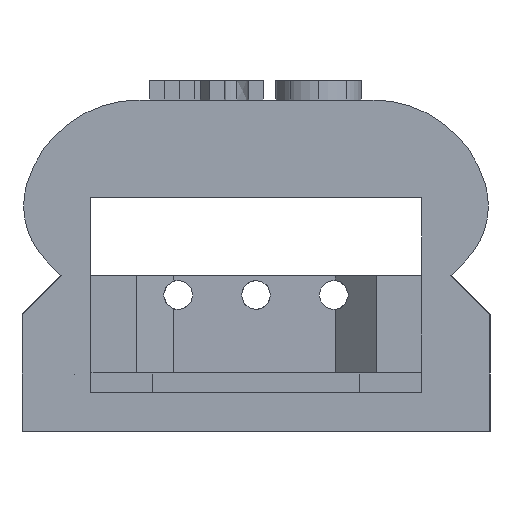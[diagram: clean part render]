
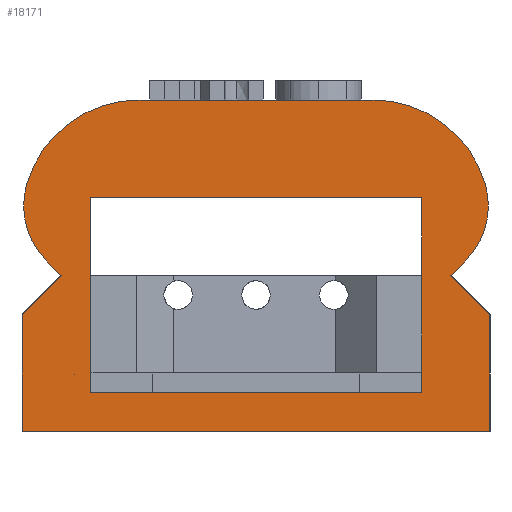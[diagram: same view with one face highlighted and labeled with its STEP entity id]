
A CAD part, left-side view. The second image highlights one B-rep face of the part: STEP entity #18171.
In plain terms, the highlighted planar face has unit normal (-1, 0, 0).
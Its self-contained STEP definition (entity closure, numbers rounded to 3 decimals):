
#282 = CARTESIAN_POINT ( 'NONE',  ( -379.699, -2.986, 4. ) ) ;
#400 = CARTESIAN_POINT ( 'NONE',  ( -379.699, 5.513, 1. ) ) ;
#413 = ORIENTED_EDGE ( 'NONE', *, *, #14417, .T. ) ;
#508 = DIRECTION ( 'NONE',  ( 0., -1., 0. ) ) ;
#589 = DIRECTION ( 'NONE',  ( -1., 0., 0. ) ) ;
#863 = DIRECTION ( 'NONE',  ( 0., 0., -1. ) ) ;
#930 = VECTOR ( 'NONE', #9827, 1000. ) ;
#1221 = LINE ( 'NONE', #20333, #4778 ) ;
#1519 = EDGE_CURVE ( 'NONE', #15308, #1605, #13805, .T. ) ;
#1605 = VERTEX_POINT ( 'NONE', #10274 ) ;
#1691 = LINE ( 'NONE', #15448, #13240 ) ;
#1741 = PLANE ( 'NONE',  #15772 ) ;
#1850 = DIRECTION ( 'NONE',  ( 0., 0., -1. ) ) ;
#2090 = ORIENTED_EDGE ( 'NONE', *, *, #3452, .F. ) ;
#2244 = CARTESIAN_POINT ( 'NONE',  ( -379.699, 6.263, 4. ) ) ;
#2481 = VERTEX_POINT ( 'NONE', #282 ) ;
#2595 = EDGE_CURVE ( 'NONE', #6246, #14994, #9493, .T. ) ;
#2962 = CARTESIAN_POINT ( 'NONE',  ( -379.699, 7.263, 0. ) ) ;
#3097 = FACE_BOUND ( 'NONE', #7369, .T. ) ;
#3409 = LINE ( 'NONE', #15469, #12016 ) ;
#3452 = EDGE_CURVE ( 'NONE', #15308, #6198, #17980, .T. ) ;
#3657 = ORIENTED_EDGE ( 'NONE', *, *, #2595, .T. ) ;
#3927 = CARTESIAN_POINT ( 'NONE',  ( -379.699, 7.263, 3. ) ) ;
#3940 = LINE ( 'NONE', #400, #9356 ) ;
#4014 = EDGE_CURVE ( 'NONE', #2481, #14129, #17034, .T. ) ;
#4194 = LINE ( 'NONE', #16463, #7555 ) ;
#4232 = EDGE_CURVE ( 'NONE', #13057, #11335, #9654, .T. ) ;
#4500 = CARTESIAN_POINT ( 'NONE',  ( -379.699, 5.513, 6. ) ) ;
#4757 = DIRECTION ( 'NONE',  ( 0., 0., 1. ) ) ;
#4778 = VECTOR ( 'NONE', #4757, 1000. ) ;
#4824 = LINE ( 'NONE', #4933, #930 ) ;
#4846 = EDGE_CURVE ( 'NONE', #18340, #12745, #6937, .T. ) ;
#4933 = CARTESIAN_POINT ( 'NONE',  ( -379.699, 7.263, 4. ) ) ;
#4954 = DIRECTION ( 'NONE',  ( 0., -0.707, 0.707 ) ) ;
#5070 = CARTESIAN_POINT ( 'NONE',  ( -379.699, -3.737, 4. ) ) ;
#5092 = CARTESIAN_POINT ( 'NONE',  ( -379.699, -2.986, 4. ) ) ;
#5117 = DIRECTION ( 'NONE',  ( 0., 1., 0. ) ) ;
#5443 = CIRCLE ( 'NONE', #10548, 2. ) ;
#5962 = ORIENTED_EDGE ( 'NONE', *, *, #20809, .T. ) ;
#6198 = VERTEX_POINT ( 'NONE', #12990 ) ;
#6246 = VERTEX_POINT ( 'NONE', #17070 ) ;
#6467 = DIRECTION ( 'NONE',  ( 0., 0.707, -0.707 ) ) ;
#6532 = VERTEX_POINT ( 'NONE', #17890 ) ;
#6805 = ORIENTED_EDGE ( 'NONE', *, *, #12518, .F. ) ;
#6937 = LINE ( 'NONE', #13881, #21277 ) ;
#7014 = EDGE_CURVE ( 'NONE', #15557, #22102, #4194, .T. ) ;
#7096 = VECTOR ( 'NONE', #13516, 1000. ) ;
#7119 = CARTESIAN_POINT ( 'NONE',  ( -379.699, -2.987, 4. ) ) ;
#7177 = EDGE_CURVE ( 'NONE', #18340, #6532, #3940, .T. ) ;
#7204 = VERTEX_POINT ( 'NONE', #7119 ) ;
#7369 = EDGE_LOOP ( 'NONE', ( #9460, #6805, #8637, #5962, #17298, #13328 ) ) ;
#7555 = VECTOR ( 'NONE', #13061, 1000. ) ;
#7872 = ORIENTED_EDGE ( 'NONE', *, *, #1519, .T. ) ;
#8233 = CARTESIAN_POINT ( 'NONE',  ( -379.699, -4.611, 6.36 ) ) ;
#8637 = ORIENTED_EDGE ( 'NONE', *, *, #4014, .F. ) ;
#8785 = CIRCLE ( 'NONE', #13156, 2. ) ;
#8892 = VERTEX_POINT ( 'NONE', #14014 ) ;
#9043 = DIRECTION ( 'NONE',  ( 0., -0.707, -0.707 ) ) ;
#9151 = CARTESIAN_POINT ( 'NONE',  ( -379.699, 6.263, 4. ) ) ;
#9356 = VECTOR ( 'NONE', #508, 1000. ) ;
#9438 = ORIENTED_EDGE ( 'NONE', *, *, #4232, .T. ) ;
#9460 = ORIENTED_EDGE ( 'NONE', *, *, #4846, .T. ) ;
#9493 = LINE ( 'NONE', #9151, #12974 ) ;
#9654 = CIRCLE ( 'NONE', #12563, 3. ) ;
#9740 = EDGE_CURVE ( 'NONE', #13057, #8892, #19400, .T. ) ;
#9827 = DIRECTION ( 'NONE',  ( 0., -1., 0. ) ) ;
#10085 = ORIENTED_EDGE ( 'NONE', *, *, #19407, .T. ) ;
#10101 = DIRECTION ( 'NONE',  ( 0., 0., -1. ) ) ;
#10268 = DIRECTION ( 'NONE',  ( 0., 0., -1. ) ) ;
#10274 = CARTESIAN_POINT ( 'NONE',  ( -379.699, -3.737, 4. ) ) ;
#10548 = AXIS2_PLACEMENT_3D ( 'NONE', #22308, #17310, #1850 ) ;
#11167 = DIRECTION ( 'NONE',  ( 0., 0., -1. ) ) ;
#11335 = VERTEX_POINT ( 'NONE', #11697 ) ;
#11697 = CARTESIAN_POINT ( 'NONE',  ( -379.699, 7.137, 6.36 ) ) ;
#11729 = ORIENTED_EDGE ( 'NONE', *, *, #7014, .T. ) ;
#12016 = VECTOR ( 'NONE', #5117, 1000. ) ;
#12149 = EDGE_CURVE ( 'NONE', #16709, #20758, #5443, .T. ) ;
#12207 = CARTESIAN_POINT ( 'NONE',  ( -379.699, 7.263, 4. ) ) ;
#12358 = DIRECTION ( 'NONE',  ( 0., 0., -1. ) ) ;
#12518 = EDGE_CURVE ( 'NONE', #14129, #12745, #3409, .T. ) ;
#12563 = AXIS2_PLACEMENT_3D ( 'NONE', #18491, #16557, #863 ) ;
#12665 = ORIENTED_EDGE ( 'NONE', *, *, #18933, .T. ) ;
#12745 = VERTEX_POINT ( 'NONE', #4500 ) ;
#12763 = CARTESIAN_POINT ( 'NONE',  ( -379.699, 5.513, 1. ) ) ;
#12832 = ORIENTED_EDGE ( 'NONE', *, *, #14786, .T. ) ;
#12974 = VECTOR ( 'NONE', #9043, 1000. ) ;
#12990 = CARTESIAN_POINT ( 'NONE',  ( -379.699, -4.737, 0. ) ) ;
#13057 = VERTEX_POINT ( 'NONE', #22202 ) ;
#13061 = DIRECTION ( 'NONE',  ( 0., 0., -1. ) ) ;
#13156 = AXIS2_PLACEMENT_3D ( 'NONE', #13631, #17264, #10101 ) ;
#13240 = VECTOR ( 'NONE', #6467, 1000. ) ;
#13328 = ORIENTED_EDGE ( 'NONE', *, *, #7177, .F. ) ;
#13379 = CARTESIAN_POINT ( 'NONE',  ( -379.699, -4.737, 3. ) ) ;
#13516 = DIRECTION ( 'NONE',  ( 0., 0., 1. ) ) ;
#13631 = CARTESIAN_POINT ( 'NONE',  ( -379.699, 5.221, 5.787 ) ) ;
#13659 = DIRECTION ( 'NONE',  ( 0., -1., 0. ) ) ;
#13680 = EDGE_CURVE ( 'NONE', #6532, #7204, #1221, .T. ) ;
#13690 = DIRECTION ( 'NONE',  ( 0., 0.707, 0.707 ) ) ;
#13805 = LINE ( 'NONE', #15729, #19025 ) ;
#13881 = CARTESIAN_POINT ( 'NONE',  ( -379.699, 5.513, 1. ) ) ;
#14014 = CARTESIAN_POINT ( 'NONE',  ( -379.699, -1.737, 8.5 ) ) ;
#14129 = VERTEX_POINT ( 'NONE', #15947 ) ;
#14187 = DIRECTION ( 'NONE',  ( 0., -1., 0. ) ) ;
#14210 = ORIENTED_EDGE ( 'NONE', *, *, #9740, .F. ) ;
#14417 = EDGE_CURVE ( 'NONE', #22102, #6198, #17064, .T. ) ;
#14786 = EDGE_CURVE ( 'NONE', #11335, #6246, #8785, .T. ) ;
#14994 = VERTEX_POINT ( 'NONE', #2244 ) ;
#15273 = EDGE_CURVE ( 'NONE', #1605, #16709, #18602, .T. ) ;
#15308 = VERTEX_POINT ( 'NONE', #13379 ) ;
#15448 = CARTESIAN_POINT ( 'NONE',  ( -379.699, 6.263, 4. ) ) ;
#15469 = CARTESIAN_POINT ( 'NONE',  ( -379.699, 5.513, 6. ) ) ;
#15557 = VERTEX_POINT ( 'NONE', #3927 ) ;
#15729 = CARTESIAN_POINT ( 'NONE',  ( -379.699, -4.737, 3. ) ) ;
#15772 = AXIS2_PLACEMENT_3D ( 'NONE', #12207, #18912, #10268 ) ;
#15947 = CARTESIAN_POINT ( 'NONE',  ( -379.699, -2.986, 6. ) ) ;
#16419 = VECTOR ( 'NONE', #13659, 1000. ) ;
#16430 = CARTESIAN_POINT ( 'NONE',  ( -379.699, -4.109, 4.372 ) ) ;
#16463 = CARTESIAN_POINT ( 'NONE',  ( -379.699, 7.263, 4. ) ) ;
#16557 = DIRECTION ( 'NONE',  ( -1., 0., 0. ) ) ;
#16709 = VERTEX_POINT ( 'NONE', #16430 ) ;
#17034 = LINE ( 'NONE', #5092, #7096 ) ;
#17064 = LINE ( 'NONE', #2962, #16419 ) ;
#17070 = CARTESIAN_POINT ( 'NONE',  ( -379.699, 6.635, 4.372 ) ) ;
#17150 = VECTOR ( 'NONE', #4954, 1000. ) ;
#17264 = DIRECTION ( 'NONE',  ( -1., 0., 0. ) ) ;
#17298 = ORIENTED_EDGE ( 'NONE', *, *, #13680, .F. ) ;
#17310 = DIRECTION ( 'NONE',  ( -1., 0., 0. ) ) ;
#17620 = AXIS2_PLACEMENT_3D ( 'NONE', #20985, #589, #12358 ) ;
#17839 = EDGE_LOOP ( 'NONE', ( #9438, #12832, #3657, #12665, #11729, #413, #2090, #7872, #18839, #20567, #10085, #14210 ) ) ;
#17865 = CARTESIAN_POINT ( 'NONE',  ( -379.699, -4.737, 4. ) ) ;
#17890 = CARTESIAN_POINT ( 'NONE',  ( -379.699, -2.987, 1. ) ) ;
#17980 = LINE ( 'NONE', #17865, #18083 ) ;
#18083 = VECTOR ( 'NONE', #11167, 1000. ) ;
#18171 = ADVANCED_FACE ( 'NONE', ( #3097, #20831 ), #1741, .F. ) ;
#18340 = VERTEX_POINT ( 'NONE', #12763 ) ;
#18491 = CARTESIAN_POINT ( 'NONE',  ( -379.699, 4.263, 5.5 ) ) ;
#18602 = LINE ( 'NONE', #5070, #17150 ) ;
#18822 = VECTOR ( 'NONE', #14187, 1000. ) ;
#18839 = ORIENTED_EDGE ( 'NONE', *, *, #15273, .T. ) ;
#18912 = DIRECTION ( 'NONE',  ( 1., 0., 0. ) ) ;
#18933 = EDGE_CURVE ( 'NONE', #14994, #15557, #1691, .T. ) ;
#19025 = VECTOR ( 'NONE', #13690, 1000. ) ;
#19400 = LINE ( 'NONE', #21213, #18822 ) ;
#19407 = EDGE_CURVE ( 'NONE', #20758, #8892, #21606, .T. ) ;
#20333 = CARTESIAN_POINT ( 'NONE',  ( -379.699, -2.987, 1. ) ) ;
#20567 = ORIENTED_EDGE ( 'NONE', *, *, #12149, .T. ) ;
#20758 = VERTEX_POINT ( 'NONE', #8233 ) ;
#20806 = DIRECTION ( 'NONE',  ( 0., 0., 1. ) ) ;
#20809 = EDGE_CURVE ( 'NONE', #2481, #7204, #4824, .T. ) ;
#20831 = FACE_OUTER_BOUND ( 'NONE', #17839, .T. ) ;
#20985 = CARTESIAN_POINT ( 'NONE',  ( -379.699, -1.737, 5.5 ) ) ;
#21213 = CARTESIAN_POINT ( 'NONE',  ( -379.699, 7.263, 8.5 ) ) ;
#21277 = VECTOR ( 'NONE', #20806, 1000. ) ;
#21606 = CIRCLE ( 'NONE', #17620, 3. ) ;
#21771 = CARTESIAN_POINT ( 'NONE',  ( -379.699, 7.263, 0. ) ) ;
#22102 = VERTEX_POINT ( 'NONE', #21771 ) ;
#22202 = CARTESIAN_POINT ( 'NONE',  ( -379.699, 4.263, 8.5 ) ) ;
#22308 = CARTESIAN_POINT ( 'NONE',  ( -379.699, -2.695, 5.787 ) ) ;
